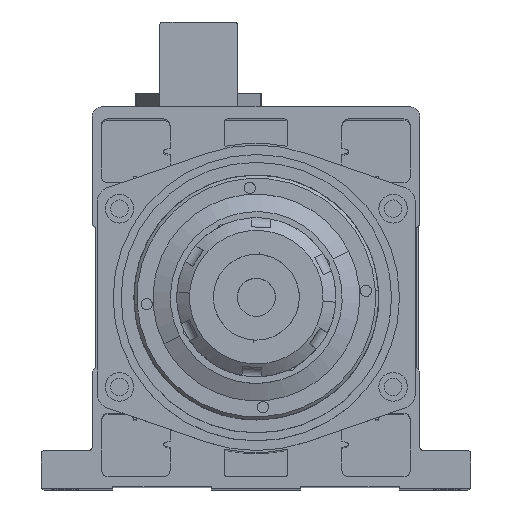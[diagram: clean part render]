
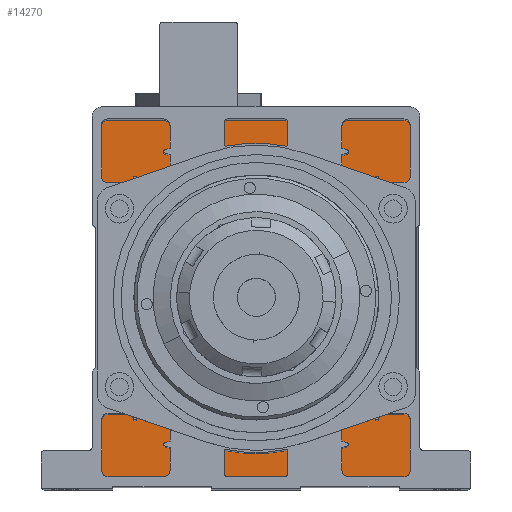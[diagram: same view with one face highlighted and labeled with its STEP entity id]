
A CAD part, top view. The second image highlights one B-rep face of the part: STEP entity #14270.
In plain terms, the highlighted planar face has unit normal (0, 0, 1).
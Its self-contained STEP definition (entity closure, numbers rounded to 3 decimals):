
#41 = VERTEX_POINT ( 'NONE', #2110 ) ;
#236 = CARTESIAN_POINT ( 'NONE',  ( 0., 0., 20. ) ) ;
#370 = CARTESIAN_POINT ( 'NONE',  ( -50.75, 56.5, 20. ) ) ;
#556 = VECTOR ( 'NONE', #3299, 1000. ) ;
#1194 = LINE ( 'NONE', #4651, #556 ) ;
#1234 = ORIENTED_EDGE ( 'NONE', *, *, #11004, .F. ) ;
#1268 = VERTEX_POINT ( 'NONE', #14235 ) ;
#1329 = EDGE_LOOP ( 'NONE', ( #1234, #5108, #4514, #1519, #3914, #3341, #11333, #5127 ) ) ;
#1519 = ORIENTED_EDGE ( 'NONE', *, *, #16449, .F. ) ;
#1545 = VERTEX_POINT ( 'NONE', #7935 ) ;
#1913 = DIRECTION ( 'NONE',  ( 0.707, 0.707, 0. ) ) ;
#2109 = VECTOR ( 'NONE', #16879, 1000. ) ;
#2110 = CARTESIAN_POINT ( 'NONE',  ( -48.25, 59., 20. ) ) ;
#2367 = VECTOR ( 'NONE', #17342, 1000. ) ;
#3299 = DIRECTION ( 'NONE',  ( -0.707, -0.707, 0. ) ) ;
#3341 = ORIENTED_EDGE ( 'NONE', *, *, #12086, .F. ) ;
#3436 = FACE_OUTER_BOUND ( 'NONE', #1329, .T. ) ;
#3525 = LINE ( 'NONE', #12475, #10511 ) ;
#3584 = LINE ( 'NONE', #10171, #16461 ) ;
#3914 = ORIENTED_EDGE ( 'NONE', *, *, #13562, .F. ) ;
#3956 = CARTESIAN_POINT ( 'NONE',  ( -48.25, -59., 20. ) ) ;
#4085 = VERTEX_POINT ( 'NONE', #5893 ) ;
#4156 = EDGE_CURVE ( 'NONE', #4085, #8101, #3584, .T. ) ;
#4211 = DIRECTION ( 'NONE',  ( 0., 0., -1. ) ) ;
#4364 = EDGE_CURVE ( 'NONE', #4367, #1545, #10456, .T. ) ;
#4367 = VERTEX_POINT ( 'NONE', #12999 ) ;
#4514 = ORIENTED_EDGE ( 'NONE', *, *, #9708, .F. ) ;
#4651 = CARTESIAN_POINT ( 'NONE',  ( 50.75, -56.5, 20. ) ) ;
#4824 = AXIS2_PLACEMENT_3D ( 'NONE', #236, #4211, #12418 ) ;
#5062 = CARTESIAN_POINT ( 'NONE',  ( 0., -59., 20. ) ) ;
#5108 = ORIENTED_EDGE ( 'NONE', *, *, #4364, .F. ) ;
#5127 = ORIENTED_EDGE ( 'NONE', *, *, #4156, .F. ) ;
#5893 = CARTESIAN_POINT ( 'NONE',  ( -50.75, -56.5, 20. ) ) ;
#6356 = DIRECTION ( 'NONE',  ( -1., 0., 0. ) ) ;
#7323 = CARTESIAN_POINT ( 'NONE',  ( 50.75, 0., 20. ) ) ;
#7935 = CARTESIAN_POINT ( 'NONE',  ( -48.25, -59., 20. ) ) ;
#8094 = EDGE_CURVE ( 'NONE', #8101, #41, #3525, .T. ) ;
#8101 = VERTEX_POINT ( 'NONE', #370 ) ;
#8645 = DIRECTION ( 'NONE',  ( 0.707, -0.707, 0. ) ) ;
#9096 = VECTOR ( 'NONE', #15388, 1000. ) ;
#9164 = LINE ( 'NONE', #15517, #9368 ) ;
#9280 = LINE ( 'NONE', #10290, #2109 ) ;
#9368 = VECTOR ( 'NONE', #8645, 1000. ) ;
#9708 = EDGE_CURVE ( 'NONE', #10944, #4367, #1194, .T. ) ;
#10171 = CARTESIAN_POINT ( 'NONE',  ( -50.75, 0., 20. ) ) ;
#10290 = CARTESIAN_POINT ( 'NONE',  ( 0., 59., 20. ) ) ;
#10456 = LINE ( 'NONE', #5062, #13828 ) ;
#10511 = VECTOR ( 'NONE', #1913, 1000. ) ;
#10944 = VERTEX_POINT ( 'NONE', #13399 ) ;
#11004 = EDGE_CURVE ( 'NONE', #1545, #4085, #16700, .T. ) ;
#11333 = ORIENTED_EDGE ( 'NONE', *, *, #8094, .F. ) ;
#11850 = LINE ( 'NONE', #7323, #9096 ) ;
#12086 = EDGE_CURVE ( 'NONE', #41, #13623, #9280, .T. ) ;
#12418 = DIRECTION ( 'NONE',  ( -1., 0., 0. ) ) ;
#12475 = CARTESIAN_POINT ( 'NONE',  ( -50.75, 56.5, 20. ) ) ;
#12668 = CARTESIAN_POINT ( 'NONE',  ( 48.25, 59., 20. ) ) ;
#12999 = CARTESIAN_POINT ( 'NONE',  ( 48.25, -59., 20. ) ) ;
#13399 = CARTESIAN_POINT ( 'NONE',  ( 50.75, -56.5, 20. ) ) ;
#13562 = EDGE_CURVE ( 'NONE', #13623, #1268, #9164, .T. ) ;
#13623 = VERTEX_POINT ( 'NONE', #12668 ) ;
#13828 = VECTOR ( 'NONE', #6356, 1000. ) ;
#14235 = CARTESIAN_POINT ( 'NONE',  ( 50.75, 56.5, 20. ) ) ;
#14270 = ADVANCED_FACE ( 'NONE', ( #3436 ), #15079, .F. ) ;
#15079 = PLANE ( 'NONE',  #4824 ) ;
#15388 = DIRECTION ( 'NONE',  ( 0., -1., 0. ) ) ;
#15488 = DIRECTION ( 'NONE',  ( 0., 1., 0. ) ) ;
#15517 = CARTESIAN_POINT ( 'NONE',  ( 48.25, 59., 20. ) ) ;
#16449 = EDGE_CURVE ( 'NONE', #1268, #10944, #11850, .T. ) ;
#16461 = VECTOR ( 'NONE', #15488, 1000. ) ;
#16700 = LINE ( 'NONE', #3956, #2367 ) ;
#16879 = DIRECTION ( 'NONE',  ( 1., 0., 0. ) ) ;
#17342 = DIRECTION ( 'NONE',  ( -0.707, 0.707, 0. ) ) ;
